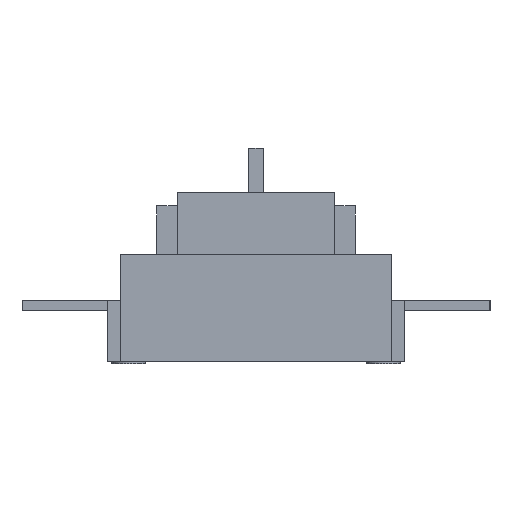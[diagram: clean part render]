
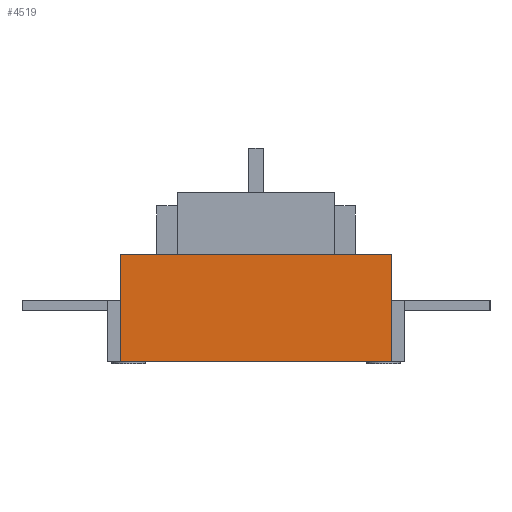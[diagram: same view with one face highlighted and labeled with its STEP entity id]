
A CAD part, left-side view. The second image highlights one B-rep face of the part: STEP entity #4519.
In plain terms, the highlighted planar face has unit normal (-1, 0, 0).
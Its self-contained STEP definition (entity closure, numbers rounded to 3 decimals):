
#1325=CARTESIAN_POINT('',(-220.5,127.5,100.5));
#1326=VERTEX_POINT('',#1325);
#1335=CARTESIAN_POINT('',(-220.5,-127.5,100.5));
#1336=VERTEX_POINT('',#1335);
#1337=CARTESIAN_POINT('',(-220.5,-127.5,100.5));
#1338=DIRECTION('',(0.0,1.0,0.0));
#1339=VECTOR('',#1338,255.0);
#1340=LINE('',#1337,#1339);
#1341=EDGE_CURVE('',#1336,#1326,#1340,.T.);
#3785=CARTESIAN_POINT('',(-220.5,-127.5,0.0));
#3786=VERTEX_POINT('',#3785);
#3787=CARTESIAN_POINT('',(-220.5,-127.5,0.0));
#3788=DIRECTION('',(0.0,0.0,1.0));
#3789=VECTOR('',#3788,100.5);
#3790=LINE('',#3787,#3789);
#3791=EDGE_CURVE('',#3786,#1336,#3790,.T.);
#4391=CARTESIAN_POINT('',(-220.5,127.5,0.0));
#4392=VERTEX_POINT('',#4391);
#4399=CARTESIAN_POINT('',(-220.5,127.5,0.0));
#4400=DIRECTION('',(0.0,0.0,1.0));
#4401=VECTOR('',#4400,100.5);
#4402=LINE('',#4399,#4401);
#4403=EDGE_CURVE('',#4392,#1326,#4402,.T.);
#4503=CARTESIAN_POINT('',(-220.5,-127.5,0.0));
#4504=DIRECTION('',(-1.0,0.0,0.0));
#4505=DIRECTION('',(0.0,0.0,1.0));
#4506=AXIS2_PLACEMENT_3D('',#4503,#4504,#4505);
#4507=PLANE('',#4506);
#4508=ORIENTED_EDGE('',*,*,#3791,.T.);
#4509=ORIENTED_EDGE('',*,*,#1341,.T.);
#4510=ORIENTED_EDGE('',*,*,#4403,.F.);
#4511=CARTESIAN_POINT('',(-220.5,127.5,0.0));
#4512=DIRECTION('',(0.0,-1.0,0.0));
#4513=VECTOR('',#4512,255.0);
#4514=LINE('',#4511,#4513);
#4515=EDGE_CURVE('',#4392,#3786,#4514,.T.);
#4516=ORIENTED_EDGE('',*,*,#4515,.T.);
#4517=EDGE_LOOP('',(#4508,#4509,#4510,#4516));
#4518=FACE_OUTER_BOUND('',#4517,.T.);
#4519=ADVANCED_FACE('',(#4518),#4507,.T.);
